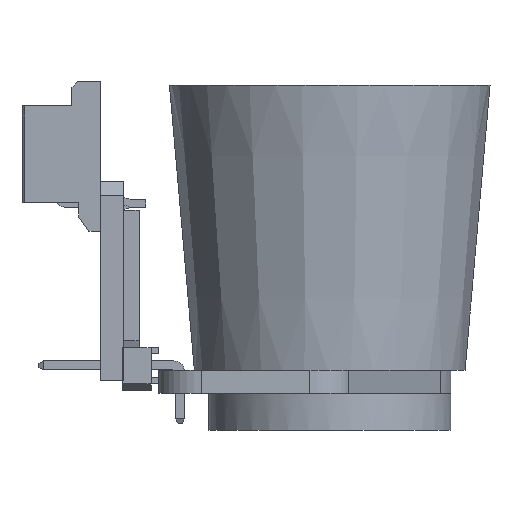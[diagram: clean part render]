
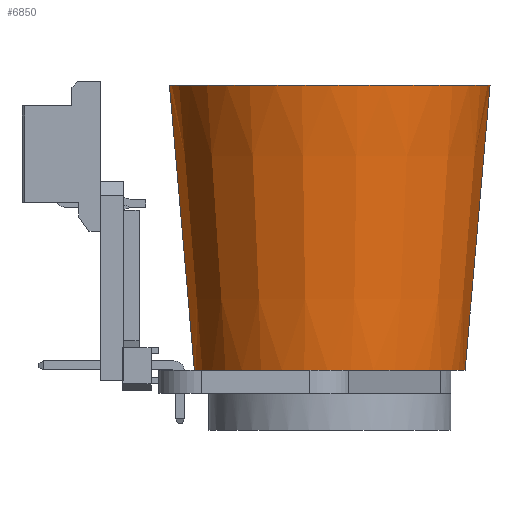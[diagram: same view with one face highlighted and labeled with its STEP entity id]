
A CAD part, front view. The second image highlights one B-rep face of the part: STEP entity #6850.
In plain terms, the highlighted conical face has half-angle 5 degrees and reference radius 9.5 mm.
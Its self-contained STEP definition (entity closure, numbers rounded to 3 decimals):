
#524 = EDGE_CURVE ( 'NONE', #7590, #10973, #6555, .T. ) ;
#559 = EDGE_CURVE ( 'NONE', #1423, #3093, #10868, .T. ) ;
#609 = DIRECTION ( 'NONE',  ( 0., 0., 1. ) ) ;
#722 = ORIENTED_EDGE ( 'NONE', *, *, #3111, .T. ) ;
#1383 = FACE_OUTER_BOUND ( 'NONE', #10748, .T. ) ;
#1423 = VERTEX_POINT ( 'NONE', #4715 ) ;
#1514 = LINE ( 'NONE', #11031, #10984 ) ;
#1569 = ORIENTED_EDGE ( 'NONE', *, *, #559, .F. ) ;
#2411 = VERTEX_POINT ( 'NONE', #3549 ) ;
#2524 = LINE ( 'NONE', #10371, #8021 ) ;
#3093 = VERTEX_POINT ( 'NONE', #4855 ) ;
#3111 = EDGE_CURVE ( 'NONE', #10973, #3093, #2524, .T. ) ;
#3546 = CONICAL_SURFACE ( 'NONE', #5922, 9.5, 0.087 ) ;
#3549 = CARTESIAN_POINT ( 'NONE',  ( -9.5, 0., 0. ) ) ;
#4110 = CIRCLE ( 'NONE', #4466, 9.5 ) ;
#4131 = DIRECTION ( 'NONE',  ( 0., 0., 1. ) ) ;
#4434 = DIRECTION ( 'NONE',  ( 0.087, 0., 0.996 ) ) ;
#4466 = AXIS2_PLACEMENT_3D ( 'NONE', #10080, #9238, #4929 ) ;
#4715 = CARTESIAN_POINT ( 'NONE',  ( -11.25, 0., 20. ) ) ;
#4855 = CARTESIAN_POINT ( 'NONE',  ( 11.25, 0., 20. ) ) ;
#4929 = DIRECTION ( 'NONE',  ( 1., 0., 0. ) ) ;
#5757 = DIRECTION ( 'NONE',  ( 1., 0., 0. ) ) ;
#5833 = CARTESIAN_POINT ( 'NONE',  ( 0., 0., 20. ) ) ;
#5922 = AXIS2_PLACEMENT_3D ( 'NONE', #10898, #10047, #5757 ) ;
#6101 = ORIENTED_EDGE ( 'NONE', *, *, #524, .T. ) ;
#6528 = CARTESIAN_POINT ( 'NONE',  ( 5.932, -7.42, 0. ) ) ;
#6555 = CIRCLE ( 'NONE', #7810, 9.5 ) ;
#6811 = DIRECTION ( 'NONE',  ( 1., 0., 0. ) ) ;
#6850 = ADVANCED_FACE ( 'NONE', ( #1383 ), #3546, .T. ) ;
#6918 = AXIS2_PLACEMENT_3D ( 'NONE', #5833, #4131, #6811 ) ;
#7295 = ORIENTED_EDGE ( 'NONE', *, *, #7819, .F. ) ;
#7514 = CARTESIAN_POINT ( 'NONE',  ( 9.5, 0., 0. ) ) ;
#7590 = VERTEX_POINT ( 'NONE', #6528 ) ;
#7609 = DIRECTION ( 'NONE',  ( 1., 0., 0. ) ) ;
#7810 = AXIS2_PLACEMENT_3D ( 'NONE', #10237, #609, #7609 ) ;
#7819 = EDGE_CURVE ( 'NONE', #2411, #1423, #1514, .T. ) ;
#8021 = VECTOR ( 'NONE', #4434, 1000. ) ;
#8815 = EDGE_CURVE ( 'NONE', #2411, #7590, #4110, .T. ) ;
#8856 = ORIENTED_EDGE ( 'NONE', *, *, #8815, .T. ) ;
#9238 = DIRECTION ( 'NONE',  ( 0., 0., 1. ) ) ;
#10047 = DIRECTION ( 'NONE',  ( 0., 0., 1. ) ) ;
#10080 = CARTESIAN_POINT ( 'NONE',  ( 0., 0., 0. ) ) ;
#10234 = DIRECTION ( 'NONE',  ( -0.087, 0., 0.996 ) ) ;
#10237 = CARTESIAN_POINT ( 'NONE',  ( 0., 0., 0. ) ) ;
#10371 = CARTESIAN_POINT ( 'NONE',  ( 9.5, 0., 0. ) ) ;
#10748 = EDGE_LOOP ( 'NONE', ( #7295, #8856, #6101, #722, #1569 ) ) ;
#10868 = CIRCLE ( 'NONE', #6918, 11.25 ) ;
#10898 = CARTESIAN_POINT ( 'NONE',  ( 0., 0., 0. ) ) ;
#10973 = VERTEX_POINT ( 'NONE', #7514 ) ;
#10984 = VECTOR ( 'NONE', #10234, 1000. ) ;
#11031 = CARTESIAN_POINT ( 'NONE',  ( -9.5, 0., 0. ) ) ;
